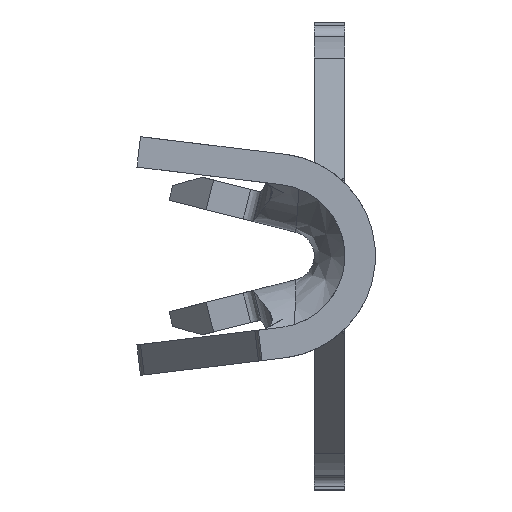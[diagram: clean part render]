
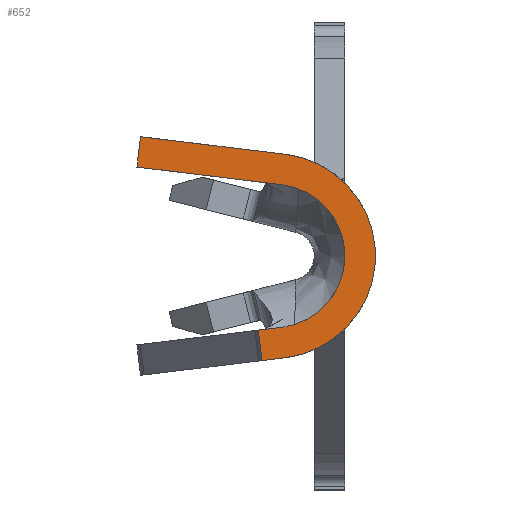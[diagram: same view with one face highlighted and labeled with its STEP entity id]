
A CAD part, left-side view. The second image highlights one B-rep face of the part: STEP entity #652.
In plain terms, the highlighted planar face has unit normal (-1, 0, 0).
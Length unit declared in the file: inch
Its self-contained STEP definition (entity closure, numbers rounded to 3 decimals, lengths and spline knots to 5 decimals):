
#154 = CARTESIAN_POINT ( 'NONE',  ( -0.54, 0.05417, -0.06836 ) ) ;
#170 = CIRCLE ( 'NONE', #1118, 0.047 ) ;
#186 = CARTESIAN_POINT ( 'NONE',  ( -0.54, 0.03893, 0.06651 ) ) ;
#403 = LINE ( 'NONE', #4741, #4654 ) ;
#459 = DIRECTION ( 'NONE',  ( -1., 0., 0. ) ) ;
#559 = VERTEX_POINT ( 'NONE', #5019 ) ;
#586 = VECTOR ( 'NONE', #1369, 39.37008 ) ;
#650 = VECTOR ( 'NONE', #3089, 39.37008 ) ;
#652 = ADVANCED_FACE ( 'NONE', ( #3613 ), #2689, .F. ) ;
#671 = CARTESIAN_POINT ( 'NONE',  ( -0.54, 0.03893, -0.06651 ) ) ;
#847 = LINE ( 'NONE', #955, #586 ) ;
#955 = CARTESIAN_POINT ( 'NONE',  ( -0.54, 0.04134, -0.04666 ) ) ;
#1118 = AXIS2_PLACEMENT_3D ( 'NONE', #3004, #459, #3434 ) ;
#1141 = VERTEX_POINT ( 'NONE', #671 ) ;
#1173 = EDGE_CURVE ( 'NONE', #4891, #2017, #3608, .T. ) ;
#1369 = DIRECTION ( 'NONE',  ( 0., -0.993, 0.12 ) ) ;
#1375 = EDGE_LOOP ( 'NONE', ( #5049, #2787, #1583, #4005, #4195, #5230, #3015, #2472 ) ) ;
#1383 = VERTEX_POINT ( 'NONE', #4273 ) ;
#1440 = LINE ( 'NONE', #2507, #1581 ) ;
#1449 = DIRECTION ( 'NONE',  ( 1., 0., 0. ) ) ;
#1581 = VECTOR ( 'NONE', #3341, 39.37008 ) ;
#1583 = ORIENTED_EDGE ( 'NONE', *, *, #2118, .F. ) ;
#1748 = CARTESIAN_POINT ( 'NONE',  ( -0.54, 0.047, 0. ) ) ;
#1779 = LINE ( 'NONE', #4785, #650 ) ;
#1789 = DIRECTION ( 'NONE',  ( 0., 0.993, -0.12 ) ) ;
#2017 = VERTEX_POINT ( 'NONE', #4970 ) ;
#2026 = CARTESIAN_POINT ( 'NONE',  ( -0.54, 0.04134, 0.04666 ) ) ;
#2061 = EDGE_CURVE ( 'NONE', #3048, #2276, #2795, .T. ) ;
#2118 = EDGE_CURVE ( 'NONE', #1141, #2276, #403, .T. ) ;
#2166 = DIRECTION ( 'NONE',  ( 0., 0., -1. ) ) ;
#2276 = VERTEX_POINT ( 'NONE', #154 ) ;
#2472 = ORIENTED_EDGE ( 'NONE', *, *, #5045, .F. ) ;
#2507 = CARTESIAN_POINT ( 'NONE',  ( -0.54, 0.136, 0.05815 ) ) ;
#2611 = DIRECTION ( 'NONE',  ( 0., -0.12, -0.993 ) ) ;
#2689 = PLANE ( 'NONE',  #3815 ) ;
#2787 = ORIENTED_EDGE ( 'NONE', *, *, #2061, .T. ) ;
#2795 = LINE ( 'NONE', #3033, #3796 ) ;
#3004 = CARTESIAN_POINT ( 'NONE',  ( -0.54, 0.047, 0. ) ) ;
#3015 = ORIENTED_EDGE ( 'NONE', *, *, #1173, .F. ) ;
#3033 = CARTESIAN_POINT ( 'NONE',  ( -0.54, 0.05658, -0.04851 ) ) ;
#3048 = VERTEX_POINT ( 'NONE', #5271 ) ;
#3089 = DIRECTION ( 'NONE',  ( 0., -0.993, -0.12 ) ) ;
#3341 = DIRECTION ( 'NONE',  ( 0., -0.12, 0.993 ) ) ;
#3434 = DIRECTION ( 'NONE',  ( 0., 0., -1. ) ) ;
#3608 = LINE ( 'NONE', #4997, #4726 ) ;
#3613 = FACE_OUTER_BOUND ( 'NONE', #1375, .T. ) ;
#3735 = EDGE_CURVE ( 'NONE', #4714, #1141, #4382, .T. ) ;
#3796 = VECTOR ( 'NONE', #2611, 39.37008 ) ;
#3815 = AXIS2_PLACEMENT_3D ( 'NONE', #4003, #1449, #4428 ) ;
#3846 = EDGE_CURVE ( 'NONE', #3048, #1383, #847, .T. ) ;
#4003 = CARTESIAN_POINT ( 'NONE',  ( -0.54, 0.047, 0. ) ) ;
#4005 = ORIENTED_EDGE ( 'NONE', *, *, #3735, .F. ) ;
#4099 = EDGE_CURVE ( 'NONE', #559, #4714, #1779, .T. ) ;
#4195 = ORIENTED_EDGE ( 'NONE', *, *, #4099, .F. ) ;
#4273 = CARTESIAN_POINT ( 'NONE',  ( -0.54, 0.04134, -0.04666 ) ) ;
#4382 = CIRCLE ( 'NONE', #5347, 0.067 ) ;
#4428 = DIRECTION ( 'NONE',  ( 0., 0., -1. ) ) ;
#4654 = VECTOR ( 'NONE', #1789, 39.37008 ) ;
#4714 = VERTEX_POINT ( 'NONE', #186 ) ;
#4715 = DIRECTION ( 'NONE',  ( 1., 0., 0. ) ) ;
#4726 = VECTOR ( 'NONE', #5427, 39.37008 ) ;
#4741 = CARTESIAN_POINT ( 'NONE',  ( -0.54, 0.03893, -0.06651 ) ) ;
#4785 = CARTESIAN_POINT ( 'NONE',  ( -0.54, 0.03893, 0.06651 ) ) ;
#4891 = VERTEX_POINT ( 'NONE', #2026 ) ;
#4970 = CARTESIAN_POINT ( 'NONE',  ( -0.54, 0.136, 0.05815 ) ) ;
#4973 = EDGE_CURVE ( 'NONE', #2017, #559, #1440, .T. ) ;
#4997 = CARTESIAN_POINT ( 'NONE',  ( -0.54, 0.04134, 0.04666 ) ) ;
#5019 = CARTESIAN_POINT ( 'NONE',  ( -0.54, 0.13359, 0.078 ) ) ;
#5045 = EDGE_CURVE ( 'NONE', #1383, #4891, #170, .T. ) ;
#5049 = ORIENTED_EDGE ( 'NONE', *, *, #3846, .F. ) ;
#5230 = ORIENTED_EDGE ( 'NONE', *, *, #4973, .F. ) ;
#5271 = CARTESIAN_POINT ( 'NONE',  ( -0.54, 0.05658, -0.04851 ) ) ;
#5347 = AXIS2_PLACEMENT_3D ( 'NONE', #1748, #4715, #2166 ) ;
#5427 = DIRECTION ( 'NONE',  ( 0., 0.993, 0.12 ) ) ;
